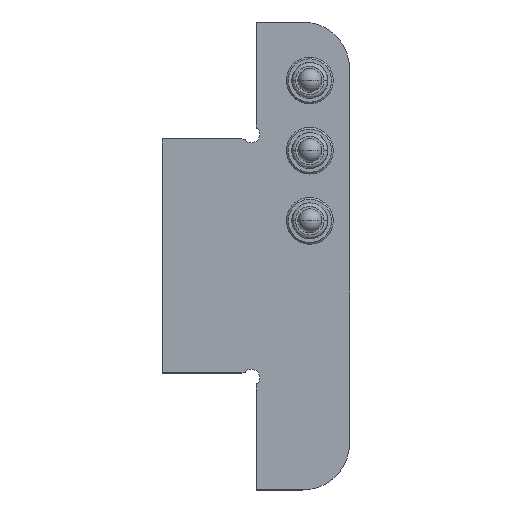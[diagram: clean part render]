
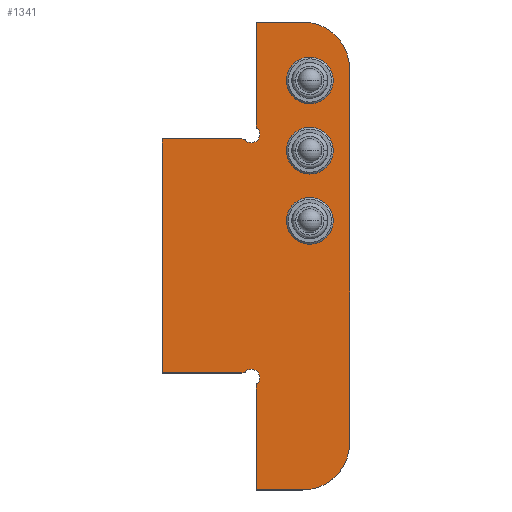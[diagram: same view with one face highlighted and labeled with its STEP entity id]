
A CAD part, top view. The second image highlights one B-rep face of the part: STEP entity #1341.
In plain terms, the highlighted planar face has unit normal (0, 0, 1).
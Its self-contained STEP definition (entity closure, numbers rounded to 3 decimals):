
#812 = VERTEX_POINT('',#813);
#813 = CARTESIAN_POINT('',(2.,10.,1.6));
#819 = EDGE_CURVE('',#812,#820,#822,.T.);
#820 = VERTEX_POINT('',#821);
#821 = CARTESIAN_POINT('',(4.,8.,1.6));
#822 = CIRCLE('',#823,2.);
#823 = AXIS2_PLACEMENT_3D('',#824,#825,#826);
#824 = CARTESIAN_POINT('',(2.,8.,1.6));
#825 = DIRECTION('',(0.,0.,-1.));
#826 = DIRECTION('',(0.,1.,0.));
#852 = EDGE_CURVE('',#820,#853,#855,.T.);
#853 = VERTEX_POINT('',#854);
#854 = CARTESIAN_POINT('',(4.,-8.,1.6));
#855 = LINE('',#856,#857);
#856 = CARTESIAN_POINT('',(4.,8.,1.6));
#857 = VECTOR('',#858,1.);
#858 = DIRECTION('',(0.,-1.,0.));
#883 = EDGE_CURVE('',#853,#884,#886,.T.);
#884 = VERTEX_POINT('',#885);
#885 = CARTESIAN_POINT('',(2.,-10.,1.6));
#886 = CIRCLE('',#887,2.);
#887 = AXIS2_PLACEMENT_3D('',#888,#889,#890);
#888 = CARTESIAN_POINT('',(2.,-8.,1.6));
#889 = DIRECTION('',(0.,0.,-1.));
#890 = DIRECTION('',(1.,0.,0.));
#916 = EDGE_CURVE('',#884,#917,#919,.T.);
#917 = VERTEX_POINT('',#918);
#918 = CARTESIAN_POINT('',(0.,-10.,1.6));
#919 = LINE('',#920,#921);
#920 = CARTESIAN_POINT('',(2.,-10.,1.6));
#921 = VECTOR('',#922,1.);
#922 = DIRECTION('',(-1.,0.,0.));
#947 = EDGE_CURVE('',#917,#948,#950,.T.);
#948 = VERTEX_POINT('',#949);
#949 = CARTESIAN_POINT('',(0.,-5.6,1.6));
#950 = LINE('',#951,#952);
#951 = CARTESIAN_POINT('',(0.,-10.,1.6));
#952 = VECTOR('',#953,1.);
#953 = DIRECTION('',(0.,1.,0.));
#978 = EDGE_CURVE('',#948,#979,#981,.T.);
#979 = VERTEX_POINT('',#980);
#980 = CARTESIAN_POINT('',(0.1,-5.4,1.6));
#981 = CIRCLE('',#982,0.292);
#982 = AXIS2_PLACEMENT_3D('',#983,#984,#985);
#983 = CARTESIAN_POINT('',(0.291,-5.621,1.6));
#984 = DIRECTION('',(0.,0.,-1.));
#985 = DIRECTION('',(-0.997,0.071,0.));
#1011 = EDGE_CURVE('',#979,#1012,#1014,.T.);
#1012 = VERTEX_POINT('',#1013);
#1013 = CARTESIAN_POINT('',(-0.4,-4.9,1.6));
#1014 = CIRCLE('',#1015,0.361);
#1015 = AXIS2_PLACEMENT_3D('',#1016,#1017,#1018);
#1016 = CARTESIAN_POINT('',(-0.201,-5.201,1.6));
#1017 = DIRECTION('',(0.,0.,1.));
#1018 = DIRECTION('',(0.835,-0.551,0.));
#1044 = EDGE_CURVE('',#1012,#1045,#1047,.T.);
#1045 = VERTEX_POINT('',#1046);
#1046 = CARTESIAN_POINT('',(-0.6,-5.,1.6));
#1047 = CIRCLE('',#1048,0.292);
#1048 = AXIS2_PLACEMENT_3D('',#1049,#1050,#1051);
#1049 = CARTESIAN_POINT('',(-0.621,-4.709,1.6));
#1050 = DIRECTION('',(0.,0.,-1.));
#1051 = DIRECTION('',(0.756,-0.655,0.));
#1077 = EDGE_CURVE('',#1045,#1078,#1080,.T.);
#1078 = VERTEX_POINT('',#1079);
#1079 = CARTESIAN_POINT('',(-4.,-5.,1.6));
#1080 = LINE('',#1081,#1082);
#1081 = CARTESIAN_POINT('',(-0.6,-5.,1.6));
#1082 = VECTOR('',#1083,1.);
#1083 = DIRECTION('',(-1.,0.,0.));
#1108 = EDGE_CURVE('',#1078,#1109,#1111,.T.);
#1109 = VERTEX_POINT('',#1110);
#1110 = CARTESIAN_POINT('',(-4.,5.,1.6));
#1111 = LINE('',#1112,#1113);
#1112 = CARTESIAN_POINT('',(-4.,-5.,1.6));
#1113 = VECTOR('',#1114,1.);
#1114 = DIRECTION('',(0.,1.,0.));
#1139 = EDGE_CURVE('',#1109,#1140,#1142,.T.);
#1140 = VERTEX_POINT('',#1141);
#1141 = CARTESIAN_POINT('',(-0.6,5.,1.6));
#1142 = LINE('',#1143,#1144);
#1143 = CARTESIAN_POINT('',(-4.,5.,1.6));
#1144 = VECTOR('',#1145,1.);
#1145 = DIRECTION('',(1.,0.,0.));
#1170 = EDGE_CURVE('',#1140,#1171,#1173,.T.);
#1171 = VERTEX_POINT('',#1172);
#1172 = CARTESIAN_POINT('',(-0.4,4.9,1.6));
#1173 = CIRCLE('',#1174,0.292);
#1174 = AXIS2_PLACEMENT_3D('',#1175,#1176,#1177);
#1175 = CARTESIAN_POINT('',(-0.621,4.709,1.6));
#1176 = DIRECTION('',(0.,0.,-1.));
#1177 = DIRECTION('',(0.071,0.997,0.));
#1203 = EDGE_CURVE('',#1171,#1204,#1206,.T.);
#1204 = VERTEX_POINT('',#1205);
#1205 = CARTESIAN_POINT('',(0.1,5.4,1.6));
#1206 = CIRCLE('',#1207,0.361);
#1207 = AXIS2_PLACEMENT_3D('',#1208,#1209,#1210);
#1208 = CARTESIAN_POINT('',(-0.201,5.201,1.6));
#1209 = DIRECTION('',(0.,0.,1.));
#1210 = DIRECTION('',(-0.551,-0.835,0.));
#1236 = EDGE_CURVE('',#1204,#1237,#1239,.T.);
#1237 = VERTEX_POINT('',#1238);
#1238 = CARTESIAN_POINT('',(0.,5.6,1.6));
#1239 = CIRCLE('',#1240,0.292);
#1240 = AXIS2_PLACEMENT_3D('',#1241,#1242,#1243);
#1241 = CARTESIAN_POINT('',(0.291,5.621,1.6));
#1242 = DIRECTION('',(0.,0.,-1.));
#1243 = DIRECTION('',(-0.655,-0.756,-0.));
#1269 = EDGE_CURVE('',#1237,#1270,#1272,.T.);
#1270 = VERTEX_POINT('',#1271);
#1271 = CARTESIAN_POINT('',(0.,10.,1.6));
#1272 = LINE('',#1273,#1274);
#1273 = CARTESIAN_POINT('',(0.,5.6,1.6));
#1274 = VECTOR('',#1275,1.);
#1275 = DIRECTION('',(0.,1.,0.));
#1300 = EDGE_CURVE('',#1270,#812,#1301,.T.);
#1301 = LINE('',#1302,#1303);
#1302 = CARTESIAN_POINT('',(0.,10.,1.6));
#1303 = VECTOR('',#1304,1.);
#1304 = DIRECTION('',(1.,0.,0.));
#1341 = ADVANCED_FACE('',(#1342),#1360,.T.);
#1342 = FACE_BOUND('',#1343,.F.);
#1343 = EDGE_LOOP('',(#1344,#1345,#1346,#1347,#1348,#1349,#1350,#1351,
    #1352,#1353,#1354,#1355,#1356,#1357,#1358,#1359));
#1344 = ORIENTED_EDGE('',*,*,#819,.T.);
#1345 = ORIENTED_EDGE('',*,*,#852,.T.);
#1346 = ORIENTED_EDGE('',*,*,#883,.T.);
#1347 = ORIENTED_EDGE('',*,*,#916,.T.);
#1348 = ORIENTED_EDGE('',*,*,#947,.T.);
#1349 = ORIENTED_EDGE('',*,*,#978,.T.);
#1350 = ORIENTED_EDGE('',*,*,#1011,.T.);
#1351 = ORIENTED_EDGE('',*,*,#1044,.T.);
#1352 = ORIENTED_EDGE('',*,*,#1077,.T.);
#1353 = ORIENTED_EDGE('',*,*,#1108,.T.);
#1354 = ORIENTED_EDGE('',*,*,#1139,.T.);
#1355 = ORIENTED_EDGE('',*,*,#1170,.T.);
#1356 = ORIENTED_EDGE('',*,*,#1203,.T.);
#1357 = ORIENTED_EDGE('',*,*,#1236,.T.);
#1358 = ORIENTED_EDGE('',*,*,#1269,.T.);
#1359 = ORIENTED_EDGE('',*,*,#1300,.T.);
#1360 = PLANE('',#1361);
#1361 = AXIS2_PLACEMENT_3D('',#1362,#1363,#1364);
#1362 = CARTESIAN_POINT('',(0.,0.,1.6));
#1363 = DIRECTION('',(0.,0.,1.));
#1364 = DIRECTION('',(1.,0.,-0.));
